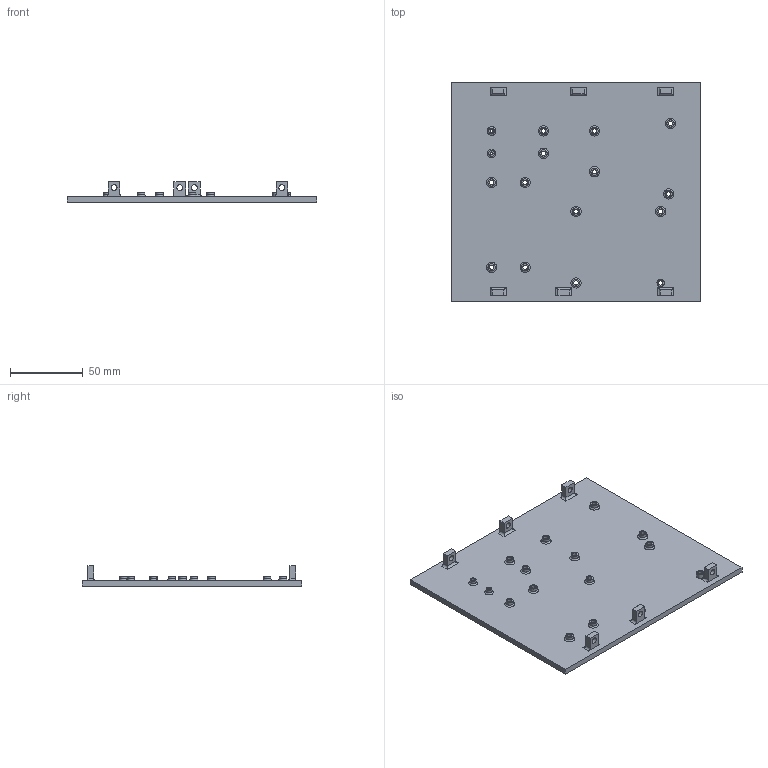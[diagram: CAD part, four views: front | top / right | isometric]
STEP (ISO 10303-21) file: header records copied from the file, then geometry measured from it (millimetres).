
FILE_DESCRIPTION(/* description */ ('','CAx-IF Rec.Pracs.---Representation and Presentation of Product Manufacturing Information (PMI)---4.0---2014-10-13'),/* implementation_level */ '2;1');
FILE_NAME(/* name */ 'base.step',/* time_stamp */ '2025-01-30T15:54:01-06:00',/* author */ (''),/* organization */ (''),/* preprocessor_version */ 'ST-DEVELOPER v20',/* originating_system */ 'Autodesk Translation Framework v13.20.0.188',/* authorisation */ '');
FILE_SCHEMA (('AP242_MANAGED_MODEL_BASED_3D_ENGINEERING_MIM_LF { 1 0 10303 442 1 1 4 }'));
Length unit declared in the file: millimetre
Products named in the file (1): base
Bounding box: 171.2 x 150.68 x 14 mm (x, y, z)
Volume: 104567.9 mm3; surface area: 57396.4 mm2
Topology: 1 solids, 1 shells, 155 faces, 321 edges, 206 vertices
Faces by surface type: cylinder 72, plane 68, torus 15
Full cylindrical faces by diameter (mm): 2 x2, 3 x14, 4 x8, 5 x25, 6 x5
Entity records: 4276 total; most frequent: DIRECTION 798, CARTESIAN_POINT 683, ORIENTED_EDGE 642, EDGE_CURVE 321, AXIS2_PLACEMENT_3D 321, EDGE_LOOP 237, VERTEX_POINT 206, LINE 156
